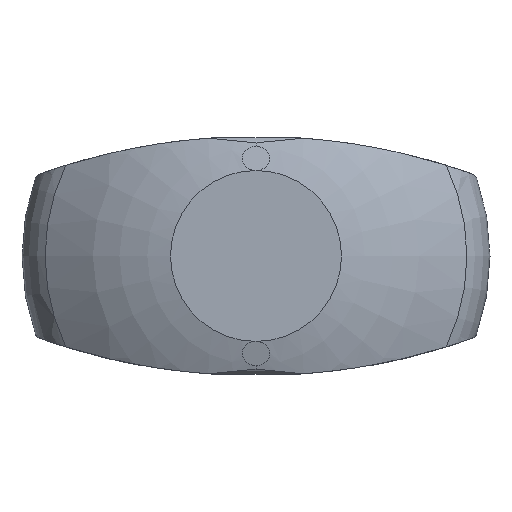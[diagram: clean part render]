
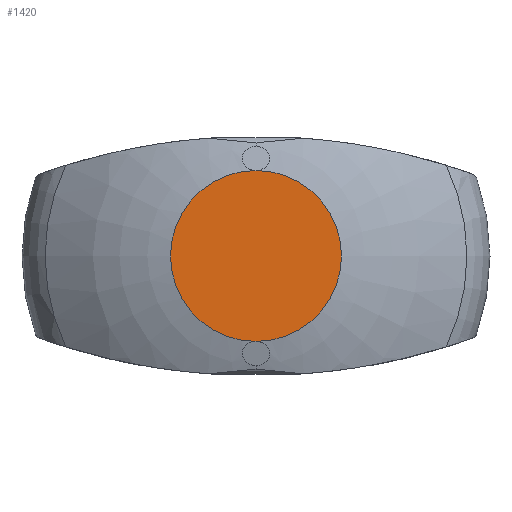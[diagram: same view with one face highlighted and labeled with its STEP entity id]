
A CAD part, top view. The second image highlights one B-rep face of the part: STEP entity #1420.
In plain terms, the highlighted planar face has unit normal (0, 0, 1).
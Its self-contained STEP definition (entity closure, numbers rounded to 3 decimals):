
#822=VERTEX_POINT('',#1939);
#1084=EDGE_CURVE('',#822,#1566,#2227,.T.);
#1130=EDGE_CURVE('',#1566,#822,#2280,.T.);
#1420=ADVANCED_FACE('',(#2591),#2592,.T.);
#1566=VERTEX_POINT('',#2753);
#1939=CARTESIAN_POINT('',(0.0,8.95,40.5));
#2227=CIRCLE('',#4652,8.95);
#2280=CIRCLE('',#4765,8.95);
#2591=FACE_OUTER_BOUND('',#5855,.T.);
#2592=PLANE('',#5856);
#2753=CARTESIAN_POINT('',(0.0,-8.95,40.5));
#4652=AXIS2_PLACEMENT_3D('',#7332,#7333,#7334);
#4765=AXIS2_PLACEMENT_3D('',#7410,#7411,#7412);
#5855=EDGE_LOOP('',(#7687,#7688));
#5856=AXIS2_PLACEMENT_3D('',#7689,#7690,#7691);
#7332=CARTESIAN_POINT('',(0.0,0.,40.5));
#7333=DIRECTION('',(-0.0,0.,-1.0));
#7334=DIRECTION('',(-1.0,0.0,0.0));
#7410=CARTESIAN_POINT('',(0.0,0.,40.5));
#7411=DIRECTION('',(-0.0,0.,-1.0));
#7412=DIRECTION('',(-1.0,0.0,0.0));
#7687=ORIENTED_EDGE('',*,*,#1130,.F.);
#7688=ORIENTED_EDGE('',*,*,#1084,.F.);
#7689=CARTESIAN_POINT('',(-4.475,0.,40.5));
#7690=DIRECTION('',(0.,0.,1.0));
#7691=DIRECTION('',(1.0,0.,0.));
